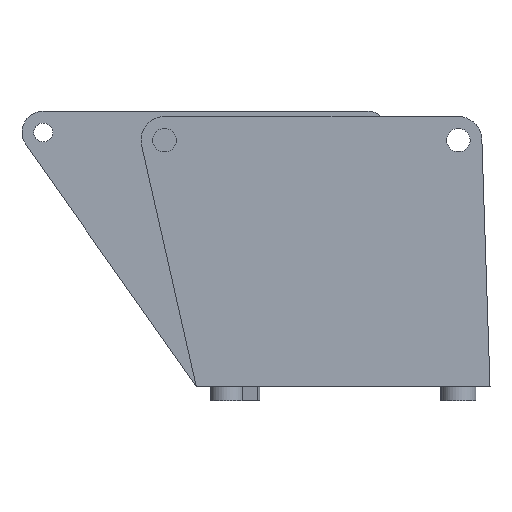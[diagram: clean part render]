
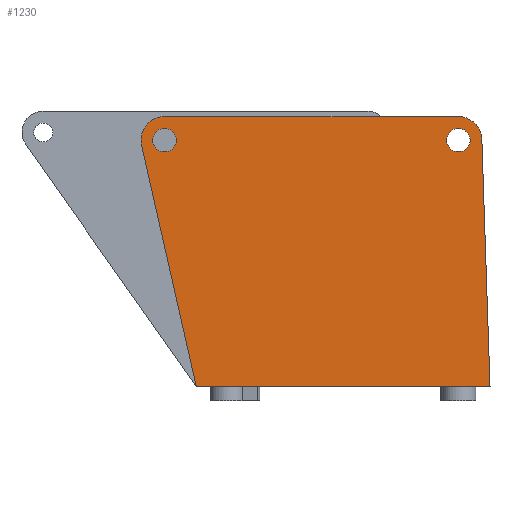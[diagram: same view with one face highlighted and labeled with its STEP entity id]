
A CAD part, front view. The second image highlights one B-rep face of the part: STEP entity #1230.
In plain terms, the highlighted planar face has unit normal (0, -1, 0).
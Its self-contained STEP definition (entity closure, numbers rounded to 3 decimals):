
#21 = CARTESIAN_POINT ( 'NONE',  ( 28.711, -59.5, 55.376 ) ) ;
#66 = DIRECTION ( 'NONE',  ( 0., 1., 0. ) ) ;
#74 = ORIENTED_EDGE ( 'NONE', *, *, #2480, .T. ) ;
#105 = CARTESIAN_POINT ( 'NONE',  ( 36.208, -59.5, 55.54 ) ) ;
#146 = CARTESIAN_POINT ( 'NONE',  ( -24.47, -59.5, 9. ) ) ;
#238 = DIRECTION ( 'NONE',  ( -1., 0., 0. ) ) ;
#244 = EDGE_CURVE ( 'NONE', #2592, #246, #1921, .T. ) ;
#246 = VERTEX_POINT ( 'NONE', #21 ) ;
#286 = VERTEX_POINT ( 'NONE', #2962 ) ;
#338 = ORIENTED_EDGE ( 'NONE', *, *, #2655, .F. ) ;
#463 = AXIS2_PLACEMENT_3D ( 'NONE', #3044, #1794, #238 ) ;
#466 = LINE ( 'NONE', #2329, #3701 ) ;
#477 = ORIENTED_EDGE ( 'NONE', *, *, #244, .T. ) ;
#490 = ORIENTED_EDGE ( 'NONE', *, *, #2758, .T. ) ;
#509 = EDGE_LOOP ( 'NONE', ( #2659, #2705, #338, #2470, #2435, #1599, #1573, #1465, #74 ) ) ;
#539 = CARTESIAN_POINT ( 'NONE',  ( 37.938, -59.5, 3. ) ) ;
#574 = EDGE_CURVE ( 'NONE', #3449, #3792, #3101, .T. ) ;
#614 = EDGE_LOOP ( 'NONE', ( #2790, #490 ) ) ;
#624 = DIRECTION ( 'NONE',  ( 0., 1., 0. ) ) ;
#634 = DIRECTION ( 'NONE',  ( 1., 0., 0. ) ) ;
#650 = EDGE_CURVE ( 'NONE', #1261, #286, #2117, .T. ) ;
#661 = VECTOR ( 'NONE', #3850, 1000. ) ;
#720 = VECTOR ( 'NONE', #3312, 1000. ) ;
#742 = VECTOR ( 'NONE', #2244, 1000. ) ;
#848 = AXIS2_PLACEMENT_3D ( 'NONE', #1680, #2928, #2006 ) ;
#876 = CARTESIAN_POINT ( 'NONE',  ( -24.47, -59.5, 3. ) ) ;
#937 = DIRECTION ( 'NONE',  ( -0.221, 0., 0.975 ) ) ;
#958 = VERTEX_POINT ( 'NONE', #2916 ) ;
#974 = VECTOR ( 'NONE', #937, 1000. ) ;
#982 = VERTEX_POINT ( 'NONE', #105 ) ;
#1203 = FACE_BOUND ( 'NONE', #614, .T. ) ;
#1230 = ADVANCED_FACE ( 'NONE', ( #1816, #3662, #1203 ), #3968, .T. ) ;
#1261 = VERTEX_POINT ( 'NONE', #3683 ) ;
#1283 = DIRECTION ( 'NONE',  ( -1., 0., 0. ) ) ;
#1307 = VECTOR ( 'NONE', #3806, 1000. ) ;
#1341 = CARTESIAN_POINT ( 'NONE',  ( -36.087, -59.5, 54.271 ) ) ;
#1433 = CIRCLE ( 'NONE', #3137, 5. ) ;
#1465 = ORIENTED_EDGE ( 'NONE', *, *, #3050, .F. ) ;
#1477 = DIRECTION ( 'NONE',  ( 0., 1., 0. ) ) ;
#1518 = LINE ( 'NONE', #539, #720 ) ;
#1546 = EDGE_CURVE ( 'NONE', #1643, #3527, #466, .T. ) ;
#1573 = ORIENTED_EDGE ( 'NONE', *, *, #574, .T. ) ;
#1599 = ORIENTED_EDGE ( 'NONE', *, *, #2488, .F. ) ;
#1641 = LINE ( 'NONE', #2893, #1307 ) ;
#1643 = VERTEX_POINT ( 'NONE', #2794 ) ;
#1658 = AXIS2_PLACEMENT_3D ( 'NONE', #1964, #2848, #1283 ) ;
#1680 = CARTESIAN_POINT ( 'NONE',  ( 31.211, -59.5, 55.376 ) ) ;
#1752 = CARTESIAN_POINT ( 'NONE',  ( 37.938, -59.5, 3. ) ) ;
#1794 = DIRECTION ( 'NONE',  ( 0., 1., 0. ) ) ;
#1807 = EDGE_LOOP ( 'NONE', ( #477, #2687 ) ) ;
#1816 = FACE_OUTER_BOUND ( 'NONE', #509, .T. ) ;
#1828 = VERTEX_POINT ( 'NONE', #1341 ) ;
#1870 = DIRECTION ( 'NONE',  ( -1., 0., 0. ) ) ;
#1921 = CIRCLE ( 'NONE', #1658, 2.5 ) ;
#1964 = CARTESIAN_POINT ( 'NONE',  ( 31.211, -59.5, 55.376 ) ) ;
#2000 = DIRECTION ( 'NONE',  ( 0.033, 0., -0.999 ) ) ;
#2006 = DIRECTION ( 'NONE',  ( -1., 0., 0. ) ) ;
#2027 = EDGE_CURVE ( 'NONE', #982, #2583, #1518, .T. ) ;
#2109 = DIRECTION ( 'NONE',  ( 0., -1., 0. ) ) ;
#2110 = EDGE_CURVE ( 'NONE', #1828, #1643, #1433, .T. ) ;
#2117 = CIRCLE ( 'NONE', #2842, 2.5 ) ;
#2244 = DIRECTION ( 'NONE',  ( 1., 0., 0. ) ) ;
#2329 = CARTESIAN_POINT ( 'NONE',  ( -31.211, -59.5, 60.376 ) ) ;
#2350 = DIRECTION ( 'NONE',  ( 1., 0., 0. ) ) ;
#2351 = EDGE_CURVE ( 'NONE', #2583, #958, #2897, .T. ) ;
#2359 = CIRCLE ( 'NONE', #463, 2.5 ) ;
#2379 = CARTESIAN_POINT ( 'NONE',  ( 31.211, -59.5, 60.376 ) ) ;
#2431 = CARTESIAN_POINT ( 'NONE',  ( 37.938, -59.5, 3.002 ) ) ;
#2435 = ORIENTED_EDGE ( 'NONE', *, *, #2110, .F. ) ;
#2452 = EDGE_CURVE ( 'NONE', #246, #2592, #3073, .T. ) ;
#2468 = CARTESIAN_POINT ( 'NONE',  ( -31.211, -59.5, 55.376 ) ) ;
#2470 = ORIENTED_EDGE ( 'NONE', *, *, #1546, .F. ) ;
#2480 = EDGE_CURVE ( 'NONE', #3929, #958, #1641, .T. ) ;
#2488 = EDGE_CURVE ( 'NONE', #3449, #1828, #3151, .T. ) ;
#2493 = CARTESIAN_POINT ( 'NONE',  ( -31.211, -59.5, 55.376 ) ) ;
#2583 = VERTEX_POINT ( 'NONE', #3228 ) ;
#2592 = VERTEX_POINT ( 'NONE', #3846 ) ;
#2610 = AXIS2_PLACEMENT_3D ( 'NONE', #876, #2109, #634 ) ;
#2616 = LINE ( 'NONE', #2635, #2727 ) ;
#2635 = CARTESIAN_POINT ( 'NONE',  ( 37.938, -59.5, 3. ) ) ;
#2655 = EDGE_CURVE ( 'NONE', #3527, #982, #3647, .T. ) ;
#2659 = ORIENTED_EDGE ( 'NONE', *, *, #2351, .F. ) ;
#2687 = ORIENTED_EDGE ( 'NONE', *, *, #2452, .T. ) ;
#2705 = ORIENTED_EDGE ( 'NONE', *, *, #2027, .F. ) ;
#2708 = CARTESIAN_POINT ( 'NONE',  ( -24.47, -59.5, 3. ) ) ;
#2727 = VECTOR ( 'NONE', #2000, 1000. ) ;
#2758 = EDGE_CURVE ( 'NONE', #286, #1261, #2359, .T. ) ;
#2790 = ORIENTED_EDGE ( 'NONE', *, *, #650, .T. ) ;
#2794 = CARTESIAN_POINT ( 'NONE',  ( -31.211, -59.5, 60.376 ) ) ;
#2842 = AXIS2_PLACEMENT_3D ( 'NONE', #2493, #624, #1870 ) ;
#2848 = DIRECTION ( 'NONE',  ( 0., 1., 0. ) ) ;
#2893 = CARTESIAN_POINT ( 'NONE',  ( 37.938, -59.5, 3. ) ) ;
#2897 = LINE ( 'NONE', #146, #661 ) ;
#2916 = CARTESIAN_POINT ( 'NONE',  ( 37.938, -59.5, 9. ) ) ;
#2928 = DIRECTION ( 'NONE',  ( 0., 1., 0. ) ) ;
#2962 = CARTESIAN_POINT ( 'NONE',  ( -33.711, -59.5, 55.376 ) ) ;
#3044 = CARTESIAN_POINT ( 'NONE',  ( -31.211, -59.5, 55.376 ) ) ;
#3050 = EDGE_CURVE ( 'NONE', #3929, #3792, #2616, .T. ) ;
#3073 = CIRCLE ( 'NONE', #3140, 2.5 ) ;
#3101 = LINE ( 'NONE', #3738, #742 ) ;
#3137 = AXIS2_PLACEMENT_3D ( 'NONE', #2468, #1477, #3693 ) ;
#3140 = AXIS2_PLACEMENT_3D ( 'NONE', #3488, #66, #3210 ) ;
#3151 = LINE ( 'NONE', #3429, #974 ) ;
#3210 = DIRECTION ( 'NONE',  ( -1., 0., 0. ) ) ;
#3228 = CARTESIAN_POINT ( 'NONE',  ( 37.741, -59.5, 9. ) ) ;
#3312 = DIRECTION ( 'NONE',  ( 0.033, 0., -0.999 ) ) ;
#3429 = CARTESIAN_POINT ( 'NONE',  ( -24.47, -59.5, 3. ) ) ;
#3449 = VERTEX_POINT ( 'NONE', #2708 ) ;
#3488 = CARTESIAN_POINT ( 'NONE',  ( 31.211, -59.5, 55.376 ) ) ;
#3527 = VERTEX_POINT ( 'NONE', #2379 ) ;
#3647 = CIRCLE ( 'NONE', #848, 5. ) ;
#3662 = FACE_BOUND ( 'NONE', #1807, .T. ) ;
#3683 = CARTESIAN_POINT ( 'NONE',  ( -28.711, -59.5, 55.376 ) ) ;
#3693 = DIRECTION ( 'NONE',  ( -1., 0., 0. ) ) ;
#3701 = VECTOR ( 'NONE', #2350, 1000. ) ;
#3738 = CARTESIAN_POINT ( 'NONE',  ( -24.47, -59.5, 3. ) ) ;
#3792 = VERTEX_POINT ( 'NONE', #1752 ) ;
#3806 = DIRECTION ( 'NONE',  ( 0., 0., 1. ) ) ;
#3846 = CARTESIAN_POINT ( 'NONE',  ( 33.711, -59.5, 55.376 ) ) ;
#3850 = DIRECTION ( 'NONE',  ( 1., 0., 0. ) ) ;
#3929 = VERTEX_POINT ( 'NONE', #2431 ) ;
#3968 = PLANE ( 'NONE',  #2610 ) ;
